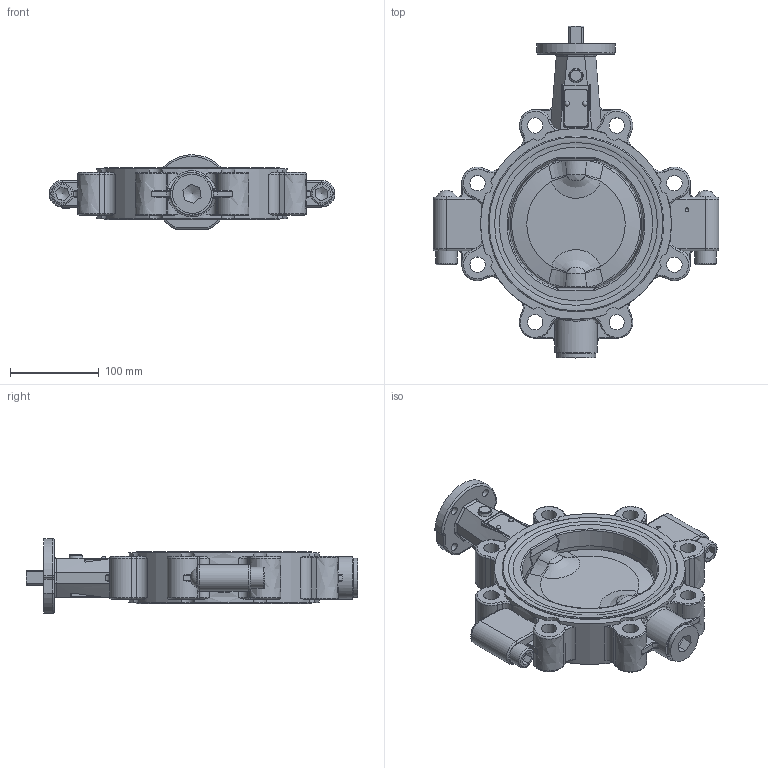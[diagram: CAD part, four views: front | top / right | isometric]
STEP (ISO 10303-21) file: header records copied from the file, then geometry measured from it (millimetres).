
FILE_DESCRIPTION((''),'2;1');
FILE_NAME('Z614-A DN150.stp','2007-10-02T09:11:53',('hellwig'),(''),'Autodesk Inventor 11','Autodesk Inventor 11','');
FILE_SCHEMA(('AUTOMOTIVE_DESIGN { 1 0 10303 214 1 1 1 1 }'));
Length unit declared in the file: millimetre
Products named in the file (1): Bauteil3
Bounding box: 322 x 374 x 84 mm (x, y, z)
Volume: 2042338 mm3; surface area: 339201.7 mm2
Topology: 1 solids, 20 shells, 1050 faces, 2721 edges, 1744 vertices
Faces by surface type: plane 341, bspline 330, cylinder 235, torus 86, cone 45, sphere 13
Full cylindrical faces by diameter (mm): 2.5 x1, 3 x2, 3.2 x2, 13.835 x2, 16 x2, 22 x3, 22.18 x3, 23 x1, 24 x2, 29.95 x3, 30 x2, 36.376 x2, 38.3 x1, 43.9 x1, 44 x1, 48 x1, 163.6 x1, 190 x1, 190.8 x1, 197.8 x1, 198 x1
Entity records: 40317 total; most frequent: CARTESIAN_POINT 17288, ORIENTED_EDGE 5088, DIRECTION 4038, EDGE_CURVE 2544, VERTEX_POINT 1686, AXIS2_PLACEMENT_3D 1481, EDGE_LOOP 1258, VECTOR 1076
